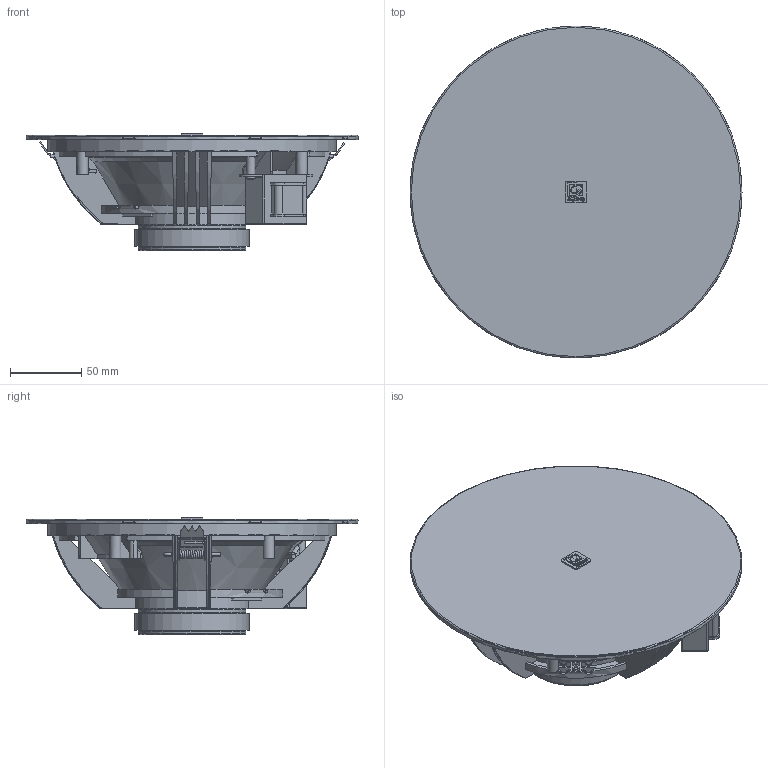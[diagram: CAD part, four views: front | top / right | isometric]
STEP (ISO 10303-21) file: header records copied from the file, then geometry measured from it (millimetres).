
FILE_DESCRIPTION(/* description */ (''),/* implementation_level */ '2;1');
FILE_NAME(/* name */ 'AUDAC-CENA8.stp',/* time_stamp */ '2021-02-25T15:07:18+01:00',/* author */ ('kamiel'),/* organization */ (''),/* preprocessor_version */ 'ST-DEVELOPER v18.1',/* originating_system */ 'Autodesk Inventor 2021',/* authorisation */ '');
FILE_SCHEMA (('AUTOMOTIVE_DESIGN { 1 0 10303 214 3 1 1 }'));
Products named in the file (1): AUDAC-CENA8
Bounding box: 232.2 x 232.2 x 82 mm (x, y, z)
Volume: 1183348.9 mm3; surface area: 177330.2 mm2
Topology: 1 solids, 3 shells, 1102 faces, 3065 edges, 2008 vertices
Faces by surface type: plane 522, cylinder 250, bspline 193, cone 65, torus 62, sphere 10
Full cylindrical faces by diameter (mm): 1.5 x2, 2 x6, 2.5 x1, 3 x4, 3.4 x4, 3.5 x2, 3.9 x4, 6 x2, 7.9 x2, 75 x2, 80 x1, 202 x1, 230.4 x1, 231 x1, 232.2 x1
Entity records: 47793 total; most frequent: CARTESIAN_POINT 19571, ORIENTED_EDGE 6124, DIRECTION 5029, EDGE_CURVE 3062, VERTEX_POINT 2008, AXIS2_PLACEMENT_3D 1778, LINE 1473, VECTOR 1473
